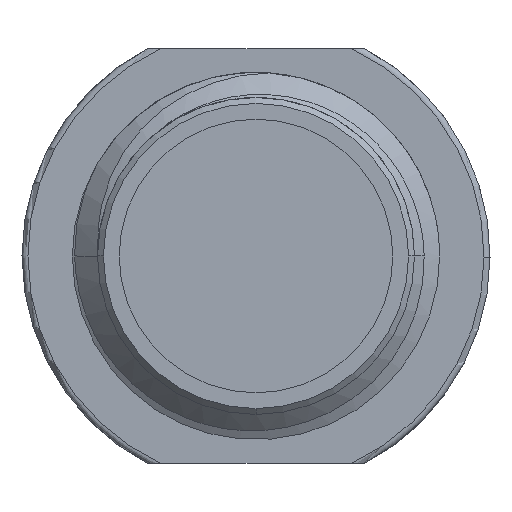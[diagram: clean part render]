
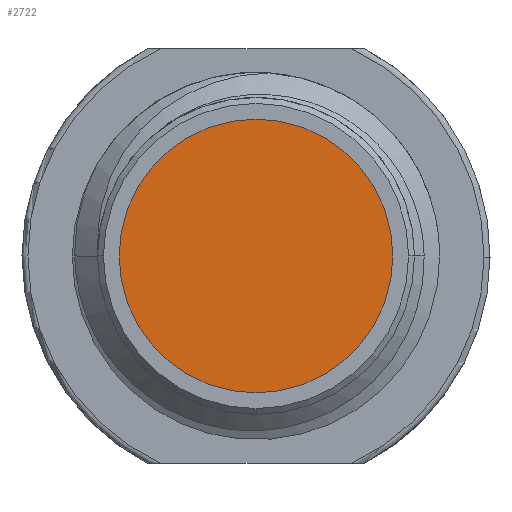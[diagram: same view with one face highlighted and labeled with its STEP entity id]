
A CAD part, left-side view. The second image highlights one B-rep face of the part: STEP entity #2722.
In plain terms, the highlighted planar face has unit normal (-1, 0, 0).
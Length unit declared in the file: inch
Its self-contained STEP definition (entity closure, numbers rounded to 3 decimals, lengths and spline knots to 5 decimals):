
#94 = CIRCLE ( 'NONE', #1757, 0.09094 ) ;
#152 = VERTEX_POINT ( 'NONE', #1840 ) ;
#202 = DIRECTION ( 'NONE',  ( -1., 0., 0. ) ) ;
#290 = DIRECTION ( 'NONE',  ( -1., 0., 0. ) ) ;
#508 = CARTESIAN_POINT ( 'NONE',  ( 0.07677, 0., 0. ) ) ;
#534 = EDGE_CURVE ( 'NONE', #152, #3414, #1879, .T. ) ;
#851 = DIRECTION ( 'NONE',  ( 0., 1., 0. ) ) ;
#908 = EDGE_CURVE ( 'NONE', #152, #3414, #94, .T. ) ;
#1162 = AXIS2_PLACEMENT_3D ( 'NONE', #2927, #290, #2963 ) ;
#1484 = FACE_OUTER_BOUND ( 'NONE', #2026, .T. ) ;
#1511 = AXIS2_PLACEMENT_3D ( 'NONE', #508, #202, #851 ) ;
#1728 = CARTESIAN_POINT ( 'NONE',  ( 0.07677, 0., 0. ) ) ;
#1757 = AXIS2_PLACEMENT_3D ( 'NONE', #1728, #2653, #2078 ) ;
#1840 = CARTESIAN_POINT ( 'NONE',  ( 0.07677, 0.09094, 0. ) ) ;
#1879 = CIRCLE ( 'NONE', #1511, 0.09094 ) ;
#2026 = EDGE_LOOP ( 'NONE', ( #2877, #2100 ) ) ;
#2078 = DIRECTION ( 'NONE',  ( 0., 1., 0. ) ) ;
#2100 = ORIENTED_EDGE ( 'NONE', *, *, #908, .F. ) ;
#2653 = DIRECTION ( 'NONE',  ( 1., 0., 0. ) ) ;
#2722 = ADVANCED_FACE ( 'NONE', ( #1484 ), #2906, .T. ) ;
#2806 = CARTESIAN_POINT ( 'NONE',  ( 0.07677, -0.09094, 0. ) ) ;
#2877 = ORIENTED_EDGE ( 'NONE', *, *, #534, .T. ) ;
#2906 = PLANE ( 'NONE',  #1162 ) ;
#2927 = CARTESIAN_POINT ( 'NONE',  ( 0.07677, 0., 0. ) ) ;
#2963 = DIRECTION ( 'NONE',  ( 0., 0., 1. ) ) ;
#3414 = VERTEX_POINT ( 'NONE', #2806 ) ;
